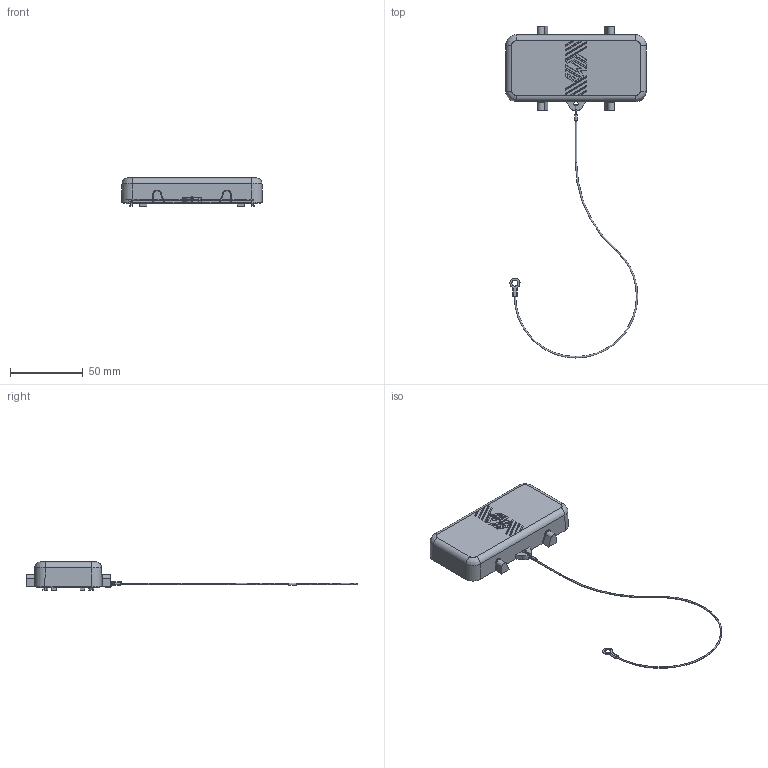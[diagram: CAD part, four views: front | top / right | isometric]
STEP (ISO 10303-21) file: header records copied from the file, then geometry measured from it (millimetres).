
FILE_DESCRIPTION(('Creo Elements/Direct Modeling STEP Export'),'2;1');
FILE_NAME('37jbk2e5h15jaoo2644','2022-02-02T11:13:22',(''),(''),'Creo Elements/Direct Modeling STEP processor for AP214 (Solid Model)','Creo Elements/Direct Modeling 20.1B 02-Apr-2019 (C) Parametric Technology GmbH','');
FILE_SCHEMA(('AUTOMOTIVE_DESIGN { 1 0 10303 214 1 1 1 1 }'));
Length unit declared in the file: millimetre
Products named in the file (2): TCHC_16
Assembly tree (1 placements, depth 2):
  TCHC_16
    TCHC_16
Bounding box: 96.49 x 228.27 x 19.65 mm (x, y, z)
Volume: 42173.5 mm3; surface area: 18008.1 mm2
Topology: 1 solids, 1 shells, 278 faces, 748 edges, 484 vertices
Faces by surface type: plane 117, cylinder 114, cone 16, torus 15, bspline 8, extrusion 8
Entity records: 11576 total; most frequent: CARTESIAN_POINT 4342, ORIENTED_EDGE 1496, DIRECTION 1304, EDGE_CURVE 746, VERTEX_POINT 483, VECTOR 470, LINE 462, AXIS2_PLACEMENT_3D 417
